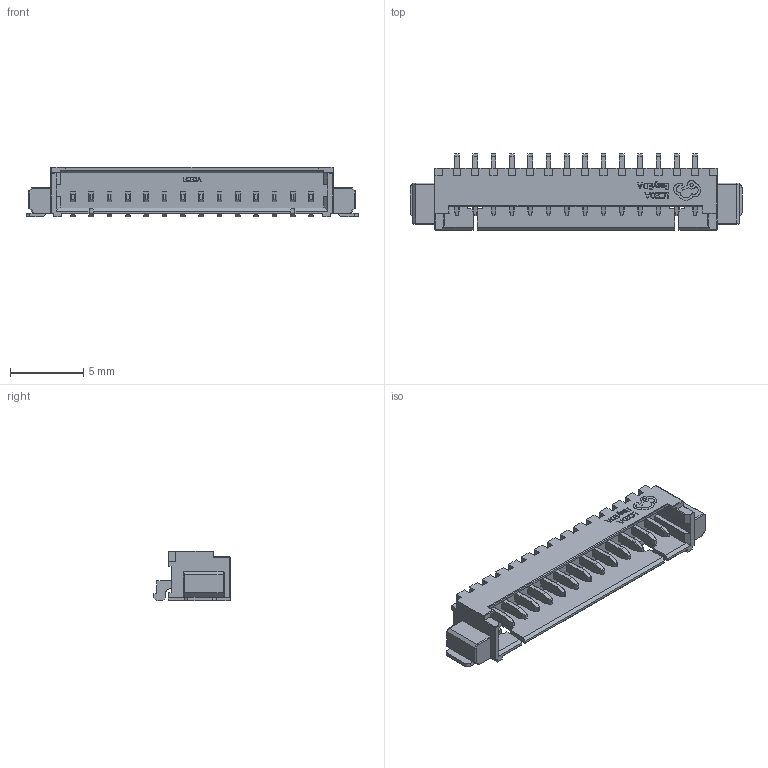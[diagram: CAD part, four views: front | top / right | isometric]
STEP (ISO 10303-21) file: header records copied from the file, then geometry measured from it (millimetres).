
FILE_DESCRIPTION (( 'STEP AP214' ), '1' );
FILE_NAME ('CONN-SMD_MX1.25-WS-14P.step', '2022-08-08T03:16:18', ( '' ), ( '' ), 'SwSTEP 2.0', 'SolidWorks 2020', '' );
FILE_SCHEMA (( 'AUTOMOTIVE_DESIGN' ));
Length unit declared in the file: millimetre
Products named in the file (1): CONN-SMD_MX1.25-WS-14P
Bounding box: 22.65 x 5.19 x 3.4 mm (x, y, z)
Volume: 123.1 mm3; surface area: 564.8 mm2
Topology: 16 solids, 16 shells, 1040 faces, 2808 edges, 1837 vertices
Faces by surface type: plane 677, cylinder 225, bspline 136, sphere 2
Entity records: 45789 total; most frequent: CARTESIAN_POINT 9645, ORIENTED_EDGE 5612, DIRECTION 4215, EDGE_CURVE 2806, LINE 2153, VECTOR 2153, VERTEX_POINT 1837, EDGE_LOOP 1091
